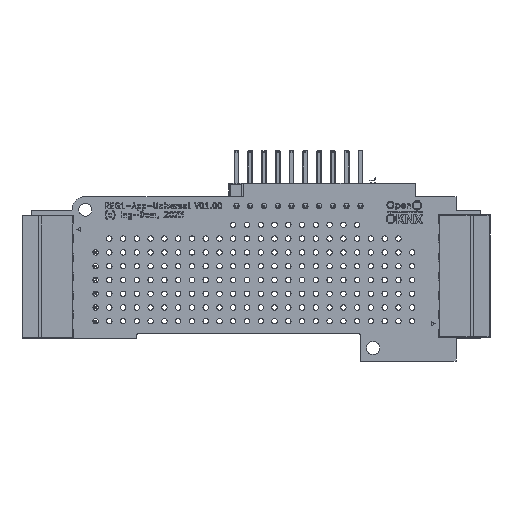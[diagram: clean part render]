
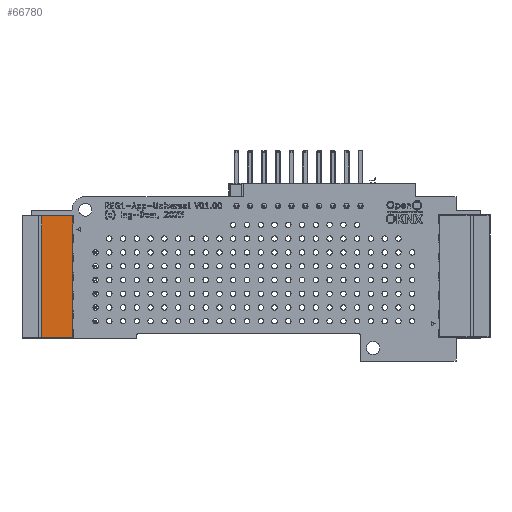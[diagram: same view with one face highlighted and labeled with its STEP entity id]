
A CAD part, top view. The second image highlights one B-rep face of the part: STEP entity #66780.
In plain terms, the highlighted planar face has unit normal (0, 0, 1).
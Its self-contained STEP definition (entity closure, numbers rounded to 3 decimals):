
#66712 = EDGE_CURVE('',#66713,#66715,#66717,.T.);
#66713 = VERTEX_POINT('',#66714);
#66714 = CARTESIAN_POINT('',(-2.45,1.2,7.25));
#66715 = VERTEX_POINT('',#66716);
#66716 = CARTESIAN_POINT('',(-2.45,-4.5,7.25));
#66717 = LINE('',#66718,#66719);
#66718 = CARTESIAN_POINT('',(-2.45,1.2,7.25));
#66719 = VECTOR('',#66720,1.);
#66720 = DIRECTION('',(0.,-1.,0.));
#66780 = ADVANCED_FACE('',(#66781),#66806,.F.);
#66781 = FACE_BOUND('',#66782,.F.);
#66782 = EDGE_LOOP('',(#66783,#66791,#66799,#66805));
#66783 = ORIENTED_EDGE('',*,*,#66784,.F.);
#66784 = EDGE_CURVE('',#66785,#66713,#66787,.T.);
#66785 = VERTEX_POINT('',#66786);
#66786 = CARTESIAN_POINT('',(19.95,1.2,7.25));
#66787 = LINE('',#66788,#66789);
#66788 = CARTESIAN_POINT('',(19.95,1.2,7.25));
#66789 = VECTOR('',#66790,1.);
#66790 = DIRECTION('',(-1.,0.,0.));
#66791 = ORIENTED_EDGE('',*,*,#66792,.T.);
#66792 = EDGE_CURVE('',#66785,#66793,#66795,.T.);
#66793 = VERTEX_POINT('',#66794);
#66794 = CARTESIAN_POINT('',(19.95,-4.5,7.25));
#66795 = LINE('',#66796,#66797);
#66796 = CARTESIAN_POINT('',(19.95,1.2,7.25));
#66797 = VECTOR('',#66798,1.);
#66798 = DIRECTION('',(0.,-1.,0.));
#66799 = ORIENTED_EDGE('',*,*,#66800,.F.);
#66800 = EDGE_CURVE('',#66715,#66793,#66801,.T.);
#66801 = LINE('',#66802,#66803);
#66802 = CARTESIAN_POINT('',(-2.45,-4.5,7.25));
#66803 = VECTOR('',#66804,1.);
#66804 = DIRECTION('',(1.,0.,0.));
#66805 = ORIENTED_EDGE('',*,*,#66712,.F.);
#66806 = PLANE('',#66807);
#66807 = AXIS2_PLACEMENT_3D('',#66808,#66809,#66810);
#66808 = CARTESIAN_POINT('',(19.95,1.2,7.25));
#66809 = DIRECTION('',(0.,0.,-1.));
#66810 = DIRECTION('',(-1.,0.,0.));
